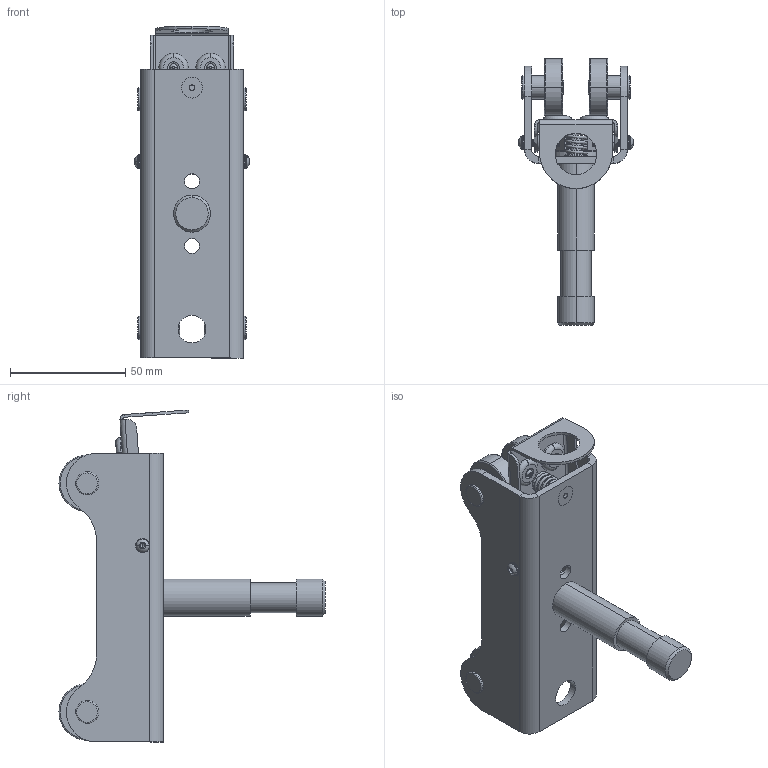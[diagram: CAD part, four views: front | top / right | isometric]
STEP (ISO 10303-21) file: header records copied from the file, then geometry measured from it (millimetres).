
FILE_DESCRIPTION (( 'STEP AP203' ), '1' );
FILE_NAME ('T84185.STEP', '2018-09-18T15:42:28', ( '' ), ( '' ), 'SwSTEP 2.0', 'SolidWorks 2016', '' );
FILE_SCHEMA (( 'CONFIG_CONTROL_DESIGN' ));
Length unit declared in the file: millimetre
Products named in the file (19): T73390; Single Coil Rectangular Section Spring Washer_Doughty Fastners_Rectangular section spring washer BS 4464 - 3 (Type B); TH3892; T84185_LABEL; S2905; TH1386; TH1623; Hex Screw GradeC_Doughty Fastners_ISO 4018 - M10 x 20-WS; S3019; A Washer_Bright washer BS 4320 - M10 (Form A); T84185; S3408; S3287; S3297; Socket Button Head Screw_Doughty Fastners_ISO 7380 - M3 x 16 --- 16S; F3010; TH3893; S3286; F2039
Assembly tree (32 placements, depth 3):
  T84185
    TH1386
      TH1623
      S3408  x4
      S2905  x4
      S3019  x4
    T73390
    A Washer_Bright washer BS 4320 - M10 (Form A)
    Hex Screw GradeC_Doughty Fastners_ISO 4018 - M10 x 20-WS
    S3297
    F2039
    Socket Button Head Screw_Doughty Fastners_ISO 7380 - M3 x 16 --- 16S  x2
    T84185_LABEL
    Single Coil Rectangular Section Spring Washer_Doughty Fastners_Rectangular section spring washer BS 4464 - 3 (Type B)  x2
    TH3893
      TH3892
      F3010  x2
      S3286  x2
      S3287  x2
Bounding box: 49.4 x 115.25 x 143.73 mm (x, y, z)
Volume: 74051.3 mm3; surface area: 56575.6 mm2
Topology: 30 solids, 30 shells, 1623 faces, 4090 edges, 2625 vertices
Faces by surface type: plane 628, cylinder 371, cone 320, bspline 224, torus 76, sphere 4
Entity records: 55321 total; most frequent: CARTESIAN_POINT 22743, ORIENTED_EDGE 6516, DIRECTION 5792, EDGE_CURVE 3258, VERTEX_POINT 2110, AXIS2_PLACEMENT_3D 1933, VECTOR 1926, LINE 1926
